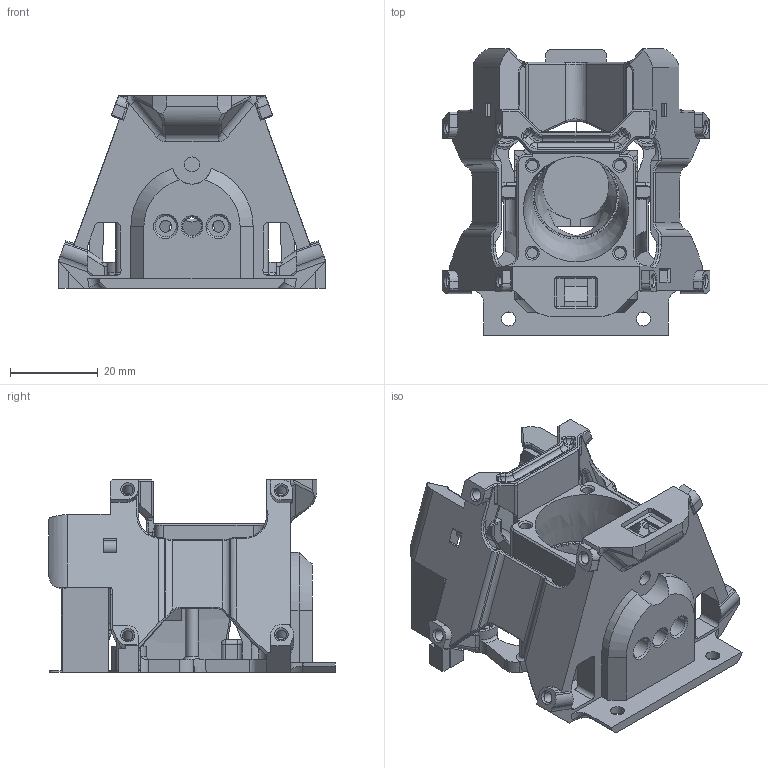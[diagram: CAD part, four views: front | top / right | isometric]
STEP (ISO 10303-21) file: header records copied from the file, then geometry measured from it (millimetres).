
FILE_DESCRIPTION(/* description */ ('STEP AP242','CAx-IF Rec.Pracs.---Representation and Presentation of Product Manufacturing Information (PMI)---4.0---2014-10-13','CAx-IF Rec.Pracs.---3D Tessellated Geometry---0.4---2014-09-14','2;1'),/* implementation_level */ '2;1');
FILE_NAME(/* name */ 'Xol_HE_Mount-NF-Crazy_Volcano_XolPAP',/* time_stamp */ '2024-10-19T07:39:33Z',/* author */ (''),/* organization */ (''),/* preprocessor_version */ 'ST-DEVELOPER v20',/* originating_system */ ' ',/* authorisation */ ' ');
FILE_SCHEMA (('AP242_MANAGED_MODEL_BASED_3D_ENGINEERING_MIM_LF { 1 0 10303 442 1 1 4 }'));
Products named in the file (3): Xol_HE_Mount-NF-Crazy_Volcano_XolPAP; Support
Assembly tree (2 placements, depth 2):
  Xol_HE_Mount-NF-Crazy_Volcano_XolPAP
    Support
    Xol_HE_Mount-NF-Crazy_Volcano_XolPAP
Bounding box: 61.06 x 65.31 x 44 mm (x, y, z)
Volume: 34844.8 mm3; surface area: 27587.7 mm2
Topology: 2 solids, 4 shells, 1470 faces, 4009 edges, 2505 vertices
Faces by surface type: plane 699, cylinder 445, bspline 158, torus 90, cone 54, sphere 24
Full cylindrical faces by diameter (mm): 2.4 x12, 2.7 x4, 3.2 x2, 3.4 x3, 4.2 x1, 4.4 x1, 4.8 x2, 4.9 x2, 5.9 x2
Entity records: 49685 total; most frequent: CARTESIAN_POINT 14548, ORIENTED_EDGE 7758, DIRECTION 6763, EDGE_CURVE 3879, VERTEX_POINT 2466, AXIS2_PLACEMENT_3D 2400, LINE 1963, VECTOR 1963
